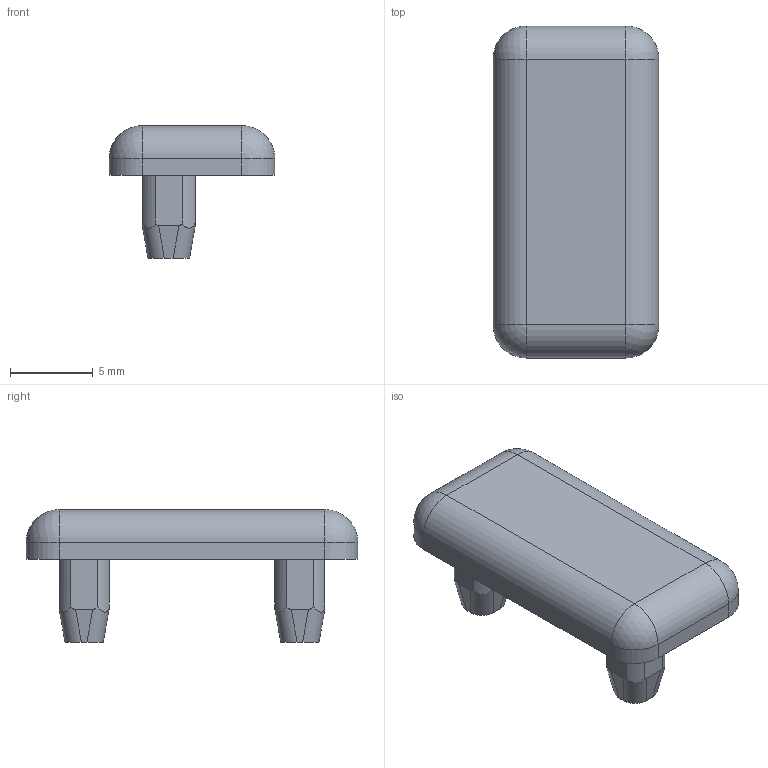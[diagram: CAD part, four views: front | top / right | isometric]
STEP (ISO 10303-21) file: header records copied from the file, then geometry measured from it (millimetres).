
FILE_DESCRIPTION(/* description */ (''),/* implementation_level */ '2;1');
FILE_NAME(/* name */ '221020.stp',/* time_stamp */ '2022-10-05T10:35:48+02:00',/* author */ ('aluteckkpl_am'),/* organization */ (''),/* preprocessor_version */ 'ST-DEVELOPER v18.1',/* originating_system */ 'Autodesk Inventor 2021',/* authorisation */ '');
FILE_SCHEMA (('CONFIG_CONTROL_DESIGN'));
Length unit declared in the file: millimetre
Products named in the file (2): 221020-ZP; -
Assembly tree (1 placements, depth 2):
  221020-ZP
    -
Bounding box: 10 x 20 x 8 mm (x, y, z)
Volume: 500.6 mm3; surface area: 664.5 mm2
Topology: 1 solids, 1 shells, 83 faces, 200 edges, 120 vertices
Faces by surface type: cylinder 36, plane 31, torus 8, sphere 8
Entity records: 2721 total; most frequent: CARTESIAN_POINT 722, DIRECTION 420, ORIENTED_EDGE 400, EDGE_CURVE 200, AXIS2_PLACEMENT_3D 158, VERTEX_POINT 120, LINE 104, VECTOR 104
